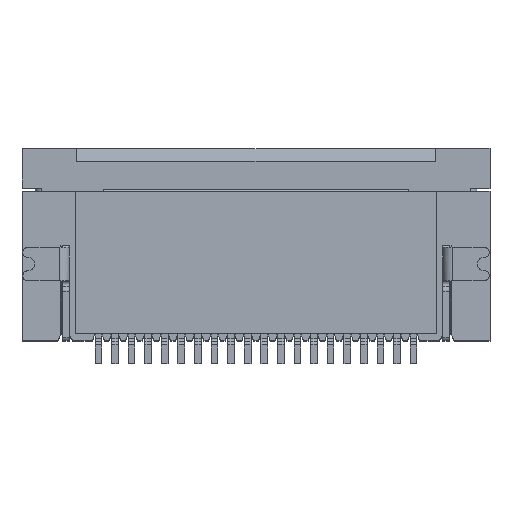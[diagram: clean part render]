
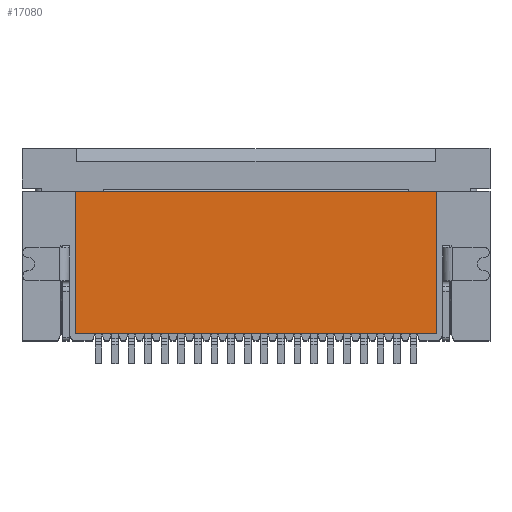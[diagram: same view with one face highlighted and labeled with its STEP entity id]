
A CAD part, front view. The second image highlights one B-rep face of the part: STEP entity #17080.
In plain terms, the highlighted planar face has unit normal (0, -1, 0.015).
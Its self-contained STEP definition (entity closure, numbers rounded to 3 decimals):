
#2041 = DIRECTION ( 'NONE',  ( 0., -1., 0.015 ) ) ;
#2992 = CARTESIAN_POINT ( 'NONE',  ( -6.177, -4.196, 6.166 ) ) ;
#3018 = VECTOR ( 'NONE', #7488, 1000. ) ;
#4473 = EDGE_CURVE ( 'NONE', #53795, #13319, #34575, .T. ) ;
#6252 = VECTOR ( 'NONE', #8323, 1000. ) ;
#7206 = EDGE_CURVE ( 'NONE', #46210, #14689, #49030, .T. ) ;
#7488 = DIRECTION ( 'NONE',  ( 0., -0.015, -1. ) ) ;
#8323 = DIRECTION ( 'NONE',  ( -1., 0., 0. ) ) ;
#11569 = VECTOR ( 'NONE', #19649, 1000. ) ;
#13319 = VERTEX_POINT ( 'NONE', #22715 ) ;
#14309 = CARTESIAN_POINT ( 'NONE',  ( 4.723, -4.165, 8.316 ) ) ;
#14689 = VERTEX_POINT ( 'NONE', #19533 ) ;
#15359 = ORIENTED_EDGE ( 'NONE', *, *, #33564, .T. ) ;
#17080 = ADVANCED_FACE ( 'NONE', ( #22886 ), #33890, .T. ) ;
#17198 = LINE ( 'NONE', #28641, #3018 ) ;
#19533 = CARTESIAN_POINT ( 'NONE',  ( 4.723, -4.196, 6.166 ) ) ;
#19649 = DIRECTION ( 'NONE',  ( 0., 0.015, 1. ) ) ;
#22715 = CARTESIAN_POINT ( 'NONE',  ( -6.177, -4.134, 10.465 ) ) ;
#22886 = FACE_OUTER_BOUND ( 'NONE', #27984, .T. ) ;
#27984 = EDGE_LOOP ( 'NONE', ( #42006, #15359, #46804, #51563 ) ) ;
#28343 = AXIS2_PLACEMENT_3D ( 'NONE', #44056, #2041, #39242 ) ;
#28641 = CARTESIAN_POINT ( 'NONE',  ( -6.177, -4.165, 8.316 ) ) ;
#33564 = EDGE_CURVE ( 'NONE', #14689, #53795, #38177, .T. ) ;
#33890 = PLANE ( 'NONE',  #28343 ) ;
#34575 = LINE ( 'NONE', #55938, #6252 ) ;
#38177 = LINE ( 'NONE', #14309, #11569 ) ;
#39242 = DIRECTION ( 'NONE',  ( 0., -0.015, -1. ) ) ;
#42006 = ORIENTED_EDGE ( 'NONE', *, *, #7206, .T. ) ;
#44056 = CARTESIAN_POINT ( 'NONE',  ( -6.177, -4.134, 10.465 ) ) ;
#46210 = VERTEX_POINT ( 'NONE', #2992 ) ;
#46804 = ORIENTED_EDGE ( 'NONE', *, *, #4473, .T. ) ;
#49030 = LINE ( 'NONE', #63519, #61588 ) ;
#51563 = ORIENTED_EDGE ( 'NONE', *, *, #59891, .T. ) ;
#53795 = VERTEX_POINT ( 'NONE', #55626 ) ;
#55626 = CARTESIAN_POINT ( 'NONE',  ( 4.723, -4.134, 10.465 ) ) ;
#55938 = CARTESIAN_POINT ( 'NONE',  ( -6.177, -4.134, 10.465 ) ) ;
#59891 = EDGE_CURVE ( 'NONE', #13319, #46210, #17198, .T. ) ;
#61588 = VECTOR ( 'NONE', #63288, 1000. ) ;
#63288 = DIRECTION ( 'NONE',  ( 1., 0., 0. ) ) ;
#63519 = CARTESIAN_POINT ( 'NONE',  ( -0.227, -4.196, 6.166 ) ) ;
